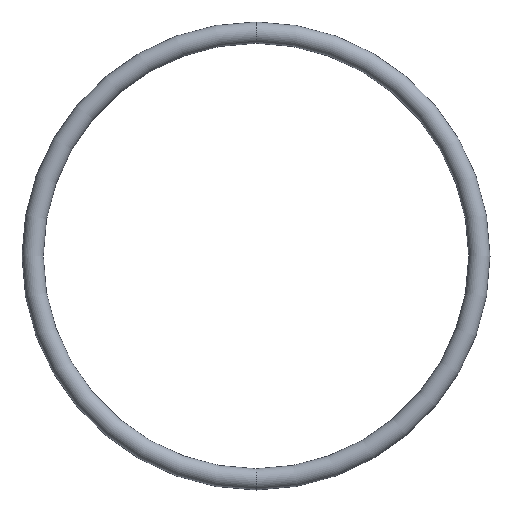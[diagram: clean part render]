
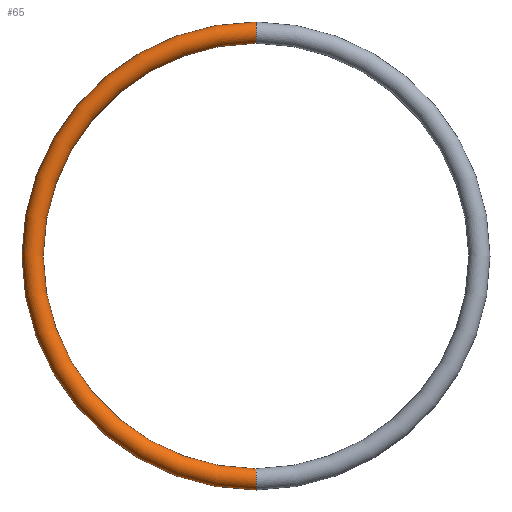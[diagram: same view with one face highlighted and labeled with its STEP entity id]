
A CAD part, front view. The second image highlights one B-rep face of the part: STEP entity #65.
In plain terms, the highlighted toroidal (fillet/blend) face has major radius 10.5 mm and minor radius 0.5 mm.
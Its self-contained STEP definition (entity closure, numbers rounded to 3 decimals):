
#4 = CARTESIAN_POINT ( 'NONE',  ( 0., 0., -11. ) ) ;
#8 = CARTESIAN_POINT ( 'NONE',  ( 0., 0., 11. ) ) ;
#9 = DIRECTION ( 'NONE',  ( 0., 0., -1. ) ) ;
#17 = ORIENTED_EDGE ( 'NONE', *, *, #116, .T. ) ;
#18 = VERTEX_POINT ( 'NONE', #8 ) ;
#22 = CIRCLE ( 'NONE', #112, 10. ) ;
#27 = DIRECTION ( 'NONE',  ( 0., -1., 0. ) ) ;
#33 = CIRCLE ( 'NONE', #87, 11. ) ;
#35 = ORIENTED_EDGE ( 'NONE', *, *, #94, .T. ) ;
#36 = ORIENTED_EDGE ( 'NONE', *, *, #78, .F. ) ;
#38 = DIRECTION ( 'NONE',  ( 0., 0., 1. ) ) ;
#43 = CARTESIAN_POINT ( 'NONE',  ( 0., 0., 10. ) ) ;
#44 = AXIS2_PLACEMENT_3D ( 'NONE', #80, #122, #55 ) ;
#45 = ORIENTED_EDGE ( 'NONE', *, *, #127, .F. ) ;
#49 = AXIS2_PLACEMENT_3D ( 'NONE', #75, #129, #91 ) ;
#55 = DIRECTION ( 'NONE',  ( 0., 0., -1. ) ) ;
#57 = CARTESIAN_POINT ( 'NONE',  ( 0., 0., -10. ) ) ;
#60 = EDGE_LOOP ( 'NONE', ( #45, #35, #17, #36 ) ) ;
#62 = CARTESIAN_POINT ( 'NONE',  ( 0., 0., 0. ) ) ;
#63 = FACE_OUTER_BOUND ( 'NONE', #60, .T. ) ;
#65 = ADVANCED_FACE ( 'NONE', ( #63 ), #83, .T. ) ;
#75 = CARTESIAN_POINT ( 'NONE',  ( 0., 0., 0. ) ) ;
#76 = CIRCLE ( 'NONE', #44, 0.5 ) ;
#78 = EDGE_CURVE ( 'NONE', #133, #157, #22, .T. ) ;
#80 = CARTESIAN_POINT ( 'NONE',  ( 0., 0., 10.5 ) ) ;
#83 = TOROIDAL_SURFACE ( 'NONE', #49, 10.5, 0.5 ) ;
#87 = AXIS2_PLACEMENT_3D ( 'NONE', #119, #27, #9 ) ;
#91 = DIRECTION ( 'NONE',  ( 0., 0., -1. ) ) ;
#92 = CIRCLE ( 'NONE', #125, 0.5 ) ;
#94 = EDGE_CURVE ( 'NONE', #18, #108, #33, .T. ) ;
#106 = CARTESIAN_POINT ( 'NONE',  ( 0., 0., -10.5 ) ) ;
#108 = VERTEX_POINT ( 'NONE', #4 ) ;
#112 = AXIS2_PLACEMENT_3D ( 'NONE', #62, #131, #115 ) ;
#115 = DIRECTION ( 'NONE',  ( 0., 0., -1. ) ) ;
#116 = EDGE_CURVE ( 'NONE', #108, #157, #92, .T. ) ;
#119 = CARTESIAN_POINT ( 'NONE',  ( 0., 0., 0. ) ) ;
#122 = DIRECTION ( 'NONE',  ( 1., 0., 0. ) ) ;
#125 = AXIS2_PLACEMENT_3D ( 'NONE', #106, #156, #38 ) ;
#127 = EDGE_CURVE ( 'NONE', #18, #133, #76, .T. ) ;
#129 = DIRECTION ( 'NONE',  ( 0., -1., 0. ) ) ;
#131 = DIRECTION ( 'NONE',  ( 0., -1., 0. ) ) ;
#133 = VERTEX_POINT ( 'NONE', #43 ) ;
#156 = DIRECTION ( 'NONE',  ( -1., 0., 0. ) ) ;
#157 = VERTEX_POINT ( 'NONE', #57 ) ;
